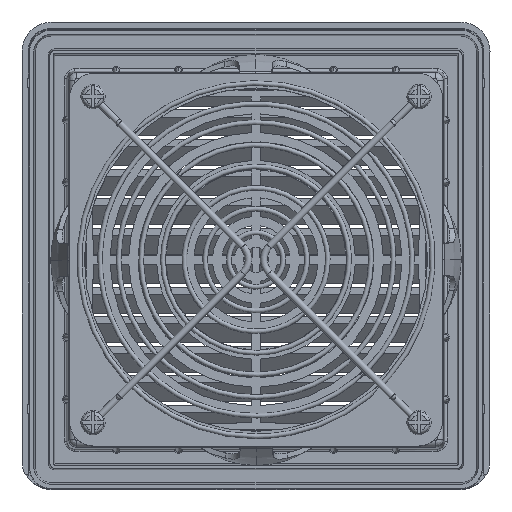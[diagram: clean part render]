
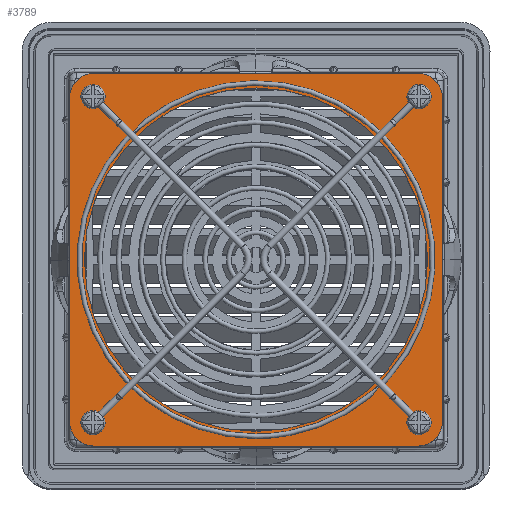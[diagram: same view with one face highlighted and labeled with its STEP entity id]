
A CAD part, top view. The second image highlights one B-rep face of the part: STEP entity #3789.
In plain terms, the highlighted planar face has unit normal (0, 0, 1).
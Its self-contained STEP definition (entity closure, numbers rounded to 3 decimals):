
#2208=CIRCLE('',#25425,55.298);
#2210=CIRCLE('',#25430,8.);
#2211=CIRCLE('',#25431,8.);
#2212=CIRCLE('',#25432,8.);
#2213=CIRCLE('',#25433,8.);
#2514=FACE_BOUND('',#7109,.T.);
#2515=FACE_BOUND('',#7110,.T.);
#3789=ADVANCED_FACE('',(#2514,#2515),#4528,.T.);
#4528=PLANE('',#25434);
#7109=EDGE_LOOP('',(#13503));
#7110=EDGE_LOOP('',(#13504,#13505,#13506,#13507,#13508,#13509,#13510,#13511));
#13503=ORIENTED_EDGE('',*,*,#19556,.F.);
#13504=ORIENTED_EDGE('',*,*,#19555,.F.);
#13505=ORIENTED_EDGE('',*,*,#19564,.T.);
#13506=ORIENTED_EDGE('',*,*,#19558,.F.);
#13507=ORIENTED_EDGE('',*,*,#19565,.T.);
#13508=ORIENTED_EDGE('',*,*,#19552,.F.);
#13509=ORIENTED_EDGE('',*,*,#19566,.T.);
#13510=ORIENTED_EDGE('',*,*,#19562,.F.);
#13511=ORIENTED_EDGE('',*,*,#19567,.T.);
#16221=VERTEX_POINT('',#49170);
#16222=VERTEX_POINT('',#49172);
#16223=VERTEX_POINT('',#49176);
#16224=VERTEX_POINT('',#49178);
#16225=VERTEX_POINT('',#49182);
#16227=VERTEX_POINT('',#49187);
#16228=VERTEX_POINT('',#49188);
#16229=VERTEX_POINT('',#49193);
#16230=VERTEX_POINT('',#49195);
#19552=EDGE_CURVE('',#16222,#16221,#21633,.T.);
#19555=EDGE_CURVE('',#16224,#16223,#21636,.T.);
#19556=EDGE_CURVE('',#16225,#16225,#2208,.T.);
#19558=EDGE_CURVE('',#16227,#16228,#21637,.T.);
#19562=EDGE_CURVE('',#16229,#16230,#21641,.T.);
#19564=EDGE_CURVE('',#16224,#16228,#2210,.T.);
#19565=EDGE_CURVE('',#16227,#16221,#2211,.T.);
#19566=EDGE_CURVE('',#16222,#16230,#2212,.T.);
#19567=EDGE_CURVE('',#16229,#16223,#2213,.T.);
#21633=LINE('',#49173,#23502);
#21636=LINE('',#49179,#23505);
#21637=LINE('',#49186,#23506);
#21641=LINE('',#49194,#23510);
#23502=VECTOR('',#30890,1.);
#23505=VECTOR('',#30895,1.);
#23506=VECTOR('',#30904,1.);
#23510=VECTOR('',#30910,1.);
#25425=AXIS2_PLACEMENT_3D('',#49181,#30898,#30899);
#25430=AXIS2_PLACEMENT_3D('',#49198,#30914,#30915);
#25431=AXIS2_PLACEMENT_3D('',#49199,#30916,#30917);
#25432=AXIS2_PLACEMENT_3D('',#49200,#30918,#30919);
#25433=AXIS2_PLACEMENT_3D('',#49201,#30920,#30921);
#25434=AXIS2_PLACEMENT_3D('',#49202,#30922,#30923);
#30890=DIRECTION('',(0.,1.,0.));
#30895=DIRECTION('',(0.,-1.,0.));
#30898=DIRECTION('',(0.,0.,1.));
#30899=DIRECTION('',(1.,0.,0.));
#30904=DIRECTION('',(1.,0.,0.));
#30910=DIRECTION('',(-1.,0.,0.));
#30914=DIRECTION('',(0.,0.,1.));
#30915=DIRECTION('',(1.,0.,0.));
#30916=DIRECTION('',(0.,0.,1.));
#30917=DIRECTION('',(1.,0.,0.));
#30918=DIRECTION('',(0.,0.,1.));
#30919=DIRECTION('',(1.,0.,0.));
#30920=DIRECTION('',(0.,0.,1.));
#30921=DIRECTION('',(1.,0.,0.));
#30922=DIRECTION('',(0.,0.,1.));
#30923=DIRECTION('',(1.,0.,0.));
#49170=CARTESIAN_POINT('',(-164.824,-735.093,51.));
#49172=CARTESIAN_POINT('',(-164.824,-839.19,51.));
#49173=CARTESIAN_POINT('',(-164.824,-787.142,51.));
#49176=CARTESIAN_POINT('',(-44.728,-839.19,51.));
#49178=CARTESIAN_POINT('',(-44.728,-735.093,51.));
#49179=CARTESIAN_POINT('',(-44.728,-787.142,51.));
#49181=CARTESIAN_POINT('',(-104.776,-787.142,51.));
#49182=CARTESIAN_POINT('',(-49.478,-787.142,51.));
#49186=CARTESIAN_POINT('',(-104.776,-727.093,51.));
#49187=CARTESIAN_POINT('',(-156.824,-727.093,51.));
#49188=CARTESIAN_POINT('',(-52.728,-727.093,51.));
#49193=CARTESIAN_POINT('',(-52.728,-847.19,51.));
#49194=CARTESIAN_POINT('',(-104.776,-847.19,51.));
#49195=CARTESIAN_POINT('',(-156.824,-847.19,51.));
#49198=CARTESIAN_POINT('',(-52.728,-735.093,51.));
#49199=CARTESIAN_POINT('',(-156.824,-735.093,51.));
#49200=CARTESIAN_POINT('',(-156.824,-839.19,51.));
#49201=CARTESIAN_POINT('',(-52.728,-839.19,51.));
#49202=CARTESIAN_POINT('',(-104.776,-787.142,51.));
